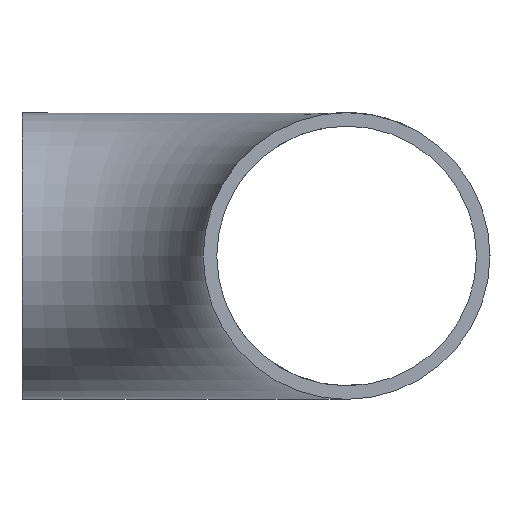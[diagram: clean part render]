
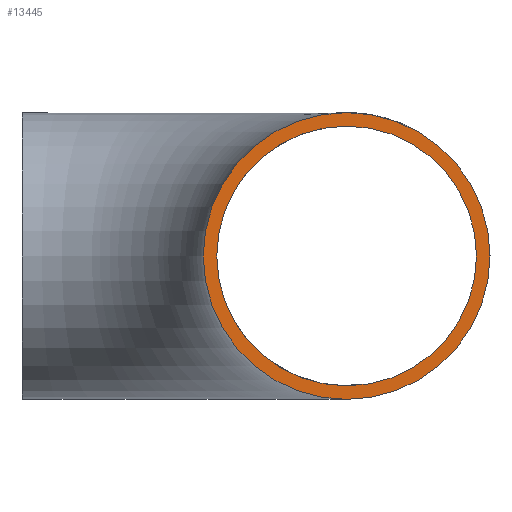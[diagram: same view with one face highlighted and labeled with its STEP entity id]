
A CAD part, left-side view. The second image highlights one B-rep face of the part: STEP entity #13445.
In plain terms, the highlighted planar face has unit normal (-1, 0, 0).
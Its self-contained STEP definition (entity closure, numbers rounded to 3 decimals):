
#173 = VERTEX_POINT ( 'NONE', #7057 ) ;
#485 = CIRCLE ( 'NONE', #2321, 19.2 ) ;
#520 = PLANE ( 'NONE',  #14151 ) ;
#730 = DIRECTION ( 'NONE',  ( 1., 0., 0. ) ) ;
#1977 = AXIS2_PLACEMENT_3D ( 'NONE', #6391, #5074, #3908 ) ;
#2242 = VERTEX_POINT ( 'NONE', #12956 ) ;
#2244 = EDGE_CURVE ( 'NONE', #13107, #5254, #14581, .T. ) ;
#2321 = AXIS2_PLACEMENT_3D ( 'NONE', #15027, #3740, #11088 ) ;
#2621 = EDGE_CURVE ( 'NONE', #2242, #173, #15895, .T. ) ;
#3321 = ORIENTED_EDGE ( 'NONE', *, *, #4414, .T. ) ;
#3389 = EDGE_LOOP ( 'NONE', ( #12365, #12528 ) ) ;
#3740 = DIRECTION ( 'NONE',  ( 1., 0., 0. ) ) ;
#3908 = DIRECTION ( 'NONE',  ( 0., 0., -1. ) ) ;
#4211 = DIRECTION ( 'NONE',  ( 1., 0., 0. ) ) ;
#4414 = EDGE_CURVE ( 'NONE', #173, #2242, #485, .T. ) ;
#4928 = DIRECTION ( 'NONE',  ( 0., 0., -1. ) ) ;
#5074 = DIRECTION ( 'NONE',  ( 1., 0., 0. ) ) ;
#5254 = VERTEX_POINT ( 'NONE', #11732 ) ;
#5493 = DIRECTION ( 'NONE',  ( 0., 0., -1. ) ) ;
#6391 = CARTESIAN_POINT ( 'NONE',  ( 0., 0., 0. ) ) ;
#6397 = CARTESIAN_POINT ( 'NONE',  ( 0., 0., 21.2 ) ) ;
#6455 = FACE_OUTER_BOUND ( 'NONE', #3389, .T. ) ;
#7057 = CARTESIAN_POINT ( 'NONE',  ( 0., 0., 19.2 ) ) ;
#8084 = EDGE_CURVE ( 'NONE', #5254, #13107, #9333, .T. ) ;
#8213 = CARTESIAN_POINT ( 'NONE',  ( 0., 0., 0. ) ) ;
#8528 = AXIS2_PLACEMENT_3D ( 'NONE', #8213, #730, #5493 ) ;
#8784 = AXIS2_PLACEMENT_3D ( 'NONE', #12556, #10180, #4928 ) ;
#9333 = CIRCLE ( 'NONE', #1977, 21.2 ) ;
#9991 = EDGE_LOOP ( 'NONE', ( #3321, #15097 ) ) ;
#10180 = DIRECTION ( 'NONE',  ( 1., 0., 0. ) ) ;
#10240 = FACE_BOUND ( 'NONE', #9991, .T. ) ;
#10642 = DIRECTION ( 'NONE',  ( 0., 0., -1. ) ) ;
#11088 = DIRECTION ( 'NONE',  ( 0., 0., -1. ) ) ;
#11732 = CARTESIAN_POINT ( 'NONE',  ( 0., 0., -21.2 ) ) ;
#12365 = ORIENTED_EDGE ( 'NONE', *, *, #8084, .F. ) ;
#12528 = ORIENTED_EDGE ( 'NONE', *, *, #2244, .F. ) ;
#12556 = CARTESIAN_POINT ( 'NONE',  ( 0., 0., 0. ) ) ;
#12956 = CARTESIAN_POINT ( 'NONE',  ( 0., 0., -19.2 ) ) ;
#13002 = CARTESIAN_POINT ( 'NONE',  ( 0., 0., 0. ) ) ;
#13107 = VERTEX_POINT ( 'NONE', #6397 ) ;
#13445 = ADVANCED_FACE ( 'NONE', ( #10240, #6455 ), #520, .F. ) ;
#14151 = AXIS2_PLACEMENT_3D ( 'NONE', #13002, #4211, #10642 ) ;
#14581 = CIRCLE ( 'NONE', #8528, 21.2 ) ;
#15027 = CARTESIAN_POINT ( 'NONE',  ( 0., 0., 0. ) ) ;
#15097 = ORIENTED_EDGE ( 'NONE', *, *, #2621, .T. ) ;
#15895 = CIRCLE ( 'NONE', #8784, 19.2 ) ;
